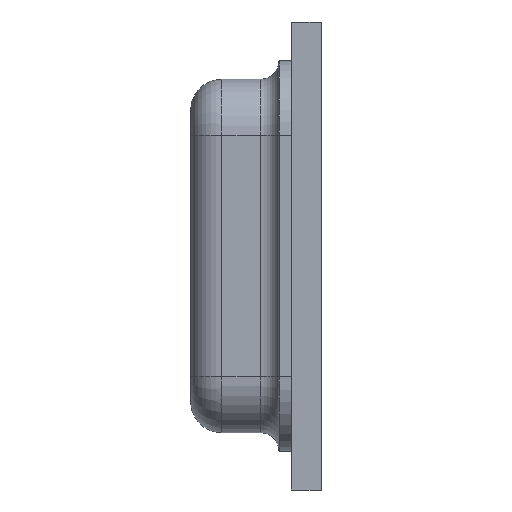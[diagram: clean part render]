
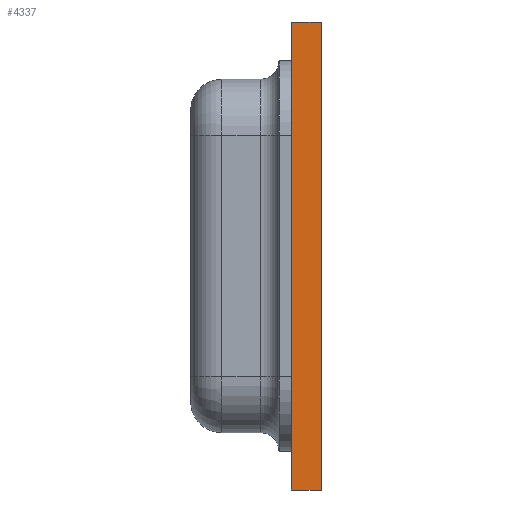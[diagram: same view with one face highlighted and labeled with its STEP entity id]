
A CAD part, left-side view. The second image highlights one B-rep face of the part: STEP entity #4337.
In plain terms, the highlighted planar face has unit normal (-1, 0, 0).
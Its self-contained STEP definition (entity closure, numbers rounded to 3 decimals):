
#217 = VECTOR ( 'NONE', #4510, 1000. ) ;
#309 = DIRECTION ( 'NONE',  ( 0., 0., 1. ) ) ;
#327 = LINE ( 'NONE', #4269, #2040 ) ;
#388 = ORIENTED_EDGE ( 'NONE', *, *, #4641, .F. ) ;
#390 = EDGE_CURVE ( 'NONE', #521, #409, #4245, .T. ) ;
#402 = CARTESIAN_POINT ( 'NONE',  ( -2.36, 0., -1.88 ) ) ;
#409 = VERTEX_POINT ( 'NONE', #3000 ) ;
#422 = DIRECTION ( 'NONE',  ( 0., 0., 1. ) ) ;
#521 = VERTEX_POINT ( 'NONE', #3808 ) ;
#613 = DIRECTION ( 'NONE',  ( 0., 0., 1. ) ) ;
#646 = DIRECTION ( 'NONE',  ( -1., 0., 0. ) ) ;
#1264 = EDGE_LOOP ( 'NONE', ( #2229, #388, #3913, #3969 ) ) ;
#1314 = LINE ( 'NONE', #1382, #1706 ) ;
#1382 = CARTESIAN_POINT ( 'NONE',  ( -2.36, 0.05, 1.88 ) ) ;
#1656 = EDGE_CURVE ( 'NONE', #3216, #2434, #327, .T. ) ;
#1706 = VECTOR ( 'NONE', #4339, 1000. ) ;
#2040 = VECTOR ( 'NONE', #613, 1000. ) ;
#2229 = ORIENTED_EDGE ( 'NONE', *, *, #1656, .F. ) ;
#2254 = CARTESIAN_POINT ( 'NONE',  ( -2.36, 0.05, -1.88 ) ) ;
#2262 = VECTOR ( 'NONE', #422, 1000. ) ;
#2434 = VERTEX_POINT ( 'NONE', #3427 ) ;
#2617 = FACE_OUTER_BOUND ( 'NONE', #1264, .T. ) ;
#2827 = PLANE ( 'NONE',  #4247 ) ;
#2960 = LINE ( 'NONE', #2254, #217 ) ;
#3000 = CARTESIAN_POINT ( 'NONE',  ( -2.36, 0., 1.88 ) ) ;
#3216 = VERTEX_POINT ( 'NONE', #3718 ) ;
#3427 = CARTESIAN_POINT ( 'NONE',  ( -2.36, 0.24, 1.88 ) ) ;
#3718 = CARTESIAN_POINT ( 'NONE',  ( -2.36, 0.24, -1.88 ) ) ;
#3808 = CARTESIAN_POINT ( 'NONE',  ( -2.36, 0., -1.88 ) ) ;
#3913 = ORIENTED_EDGE ( 'NONE', *, *, #390, .T. ) ;
#3969 = ORIENTED_EDGE ( 'NONE', *, *, #4288, .T. ) ;
#4245 = LINE ( 'NONE', #402, #2262 ) ;
#4247 = AXIS2_PLACEMENT_3D ( 'NONE', #4682, #646, #309 ) ;
#4269 = CARTESIAN_POINT ( 'NONE',  ( -2.36, 0.24, -1.88 ) ) ;
#4288 = EDGE_CURVE ( 'NONE', #409, #2434, #1314, .T. ) ;
#4337 = ADVANCED_FACE ( 'NONE', ( #2617 ), #2827, .T. ) ;
#4339 = DIRECTION ( 'NONE',  ( 0., 1., 0. ) ) ;
#4510 = DIRECTION ( 'NONE',  ( 0., 1., 0. ) ) ;
#4641 = EDGE_CURVE ( 'NONE', #521, #3216, #2960, .T. ) ;
#4682 = CARTESIAN_POINT ( 'NONE',  ( -2.36, 0.05, -1.88 ) ) ;
